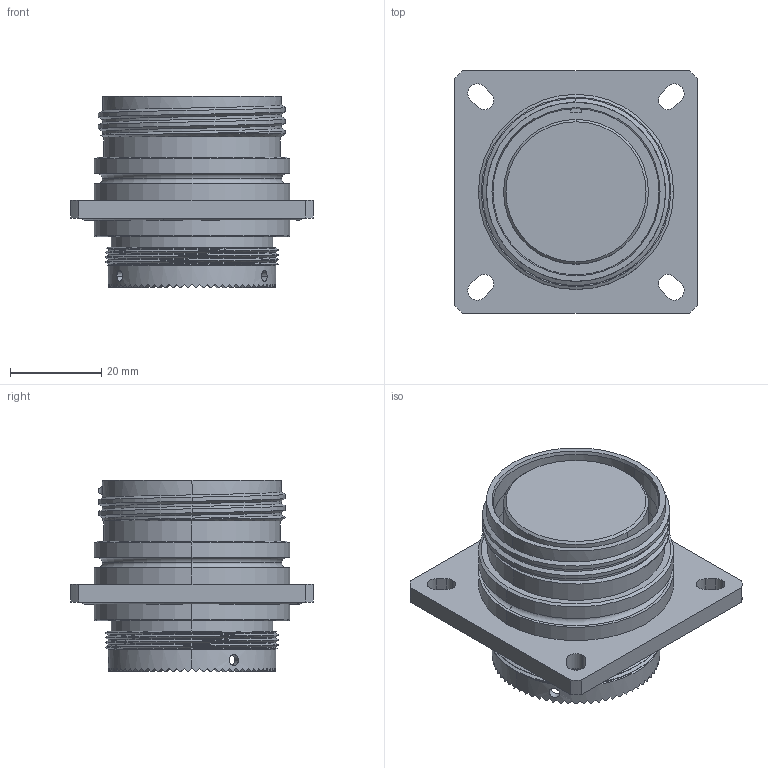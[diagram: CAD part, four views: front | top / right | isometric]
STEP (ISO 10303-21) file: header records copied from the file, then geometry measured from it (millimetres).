
FILE_DESCRIPTION (( 'STEP AP203' ), '1' );
FILE_NAME ('Size 25 Flange.STEP', '2019-03-29T18:05:26', ( '' ), ( '' ), 'SwSTEP 2.0', 'SolidWorks 2019', '' );
FILE_SCHEMA (( 'CONFIG_CONTROL_DESIGN' ));
Length unit declared in the file: inch
Products named in the file (1): Size 25 Flange
Bounding box: 53.21 x 53.21 x 41.91 mm (x, y, z)
Volume: 49804.4 mm3; surface area: 15822.5 mm2
Topology: 1 solids, 1 shells, 401 faces, 1150 edges, 761 vertices
Faces by surface type: plane 300, cylinder 75, cone 14, torus 8, bspline 4
Entity records: 15381 total; most frequent: CARTESIAN_POINT 5444, ORIENTED_EDGE 2296, DIRECTION 1984, EDGE_CURVE 1148, AXIS2_PLACEMENT_3D 790, VERTEX_POINT 761, EDGE_LOOP 427, VECTOR 404
